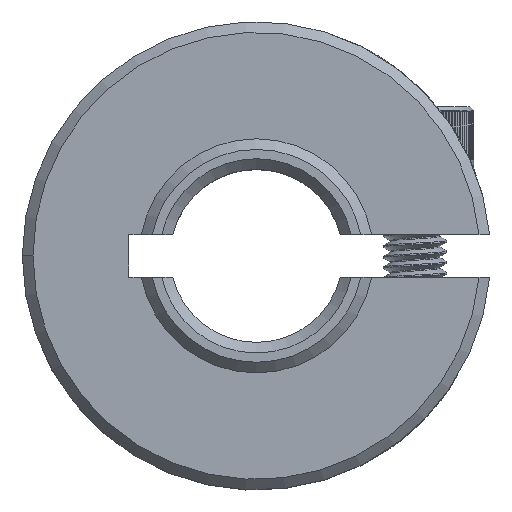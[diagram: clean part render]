
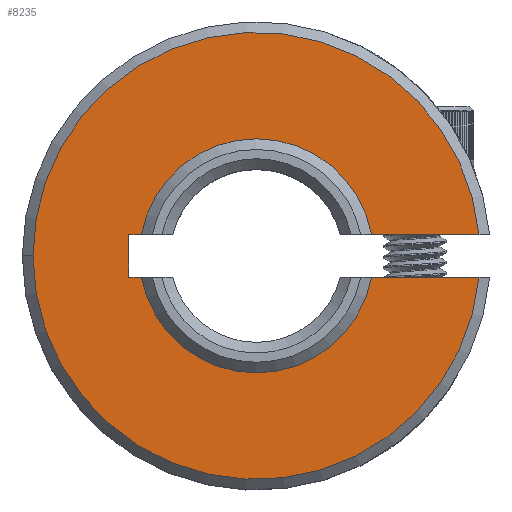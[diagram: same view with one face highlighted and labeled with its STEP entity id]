
A CAD part, top view. The second image highlights one B-rep face of the part: STEP entity #8235.
In plain terms, the highlighted planar face has unit normal (0, 0, 1).
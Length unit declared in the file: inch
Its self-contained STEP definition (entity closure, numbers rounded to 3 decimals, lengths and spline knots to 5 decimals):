
#634 = AXIS2_PLACEMENT_3D ( 'NONE', #7015, #5902, #1818 ) ;
#637 = ORIENTED_EDGE ( 'NONE', *, *, #3634, .T. ) ;
#859 = ORIENTED_EDGE ( 'NONE', *, *, #6593, .T. ) ;
#917 = CARTESIAN_POINT ( 'NONE',  ( -0.41339, 0., 0.29528 ) ) ;
#984 = ORIENTED_EDGE ( 'NONE', *, *, #13659, .F. ) ;
#1210 = EDGE_CURVE ( 'NONE', #2306, #10292, #9578, .T. ) ;
#1235 = CARTESIAN_POINT ( 'NONE',  ( 0.41151, 0.03937, 0.29528 ) ) ;
#1324 = CARTESIAN_POINT ( 'NONE',  ( 0., -0.03937, 0.29528 ) ) ;
#1345 = VERTEX_POINT ( 'NONE', #5662 ) ;
#1439 = DIRECTION ( 'NONE',  ( 0., 0., 1. ) ) ;
#1623 = CARTESIAN_POINT ( 'NONE',  ( 0.41151, -0.03937, 0.29528 ) ) ;
#1818 = DIRECTION ( 'NONE',  ( 1., 0., 0. ) ) ;
#1819 = EDGE_CURVE ( 'NONE', #4268, #3391, #6830, .T. ) ;
#2085 = DIRECTION ( 'NONE',  ( 1., 0., 0. ) ) ;
#2116 = EDGE_CURVE ( 'NONE', #10292, #16025, #7668, .T. ) ;
#2128 = ORIENTED_EDGE ( 'NONE', *, *, #10702, .T. ) ;
#2226 = ORIENTED_EDGE ( 'NONE', *, *, #1210, .T. ) ;
#2306 = VERTEX_POINT ( 'NONE', #1235 ) ;
#2371 = ORIENTED_EDGE ( 'NONE', *, *, #2116, .T. ) ;
#2468 = AXIS2_PLACEMENT_3D ( 'NONE', #5298, #1439, #9239 ) ;
#2514 = CIRCLE ( 'NONE', #7105, 0.21654 ) ;
#2690 = DIRECTION ( 'NONE',  ( 0., 0., 1. ) ) ;
#3015 = DIRECTION ( 'NONE',  ( -1., 0., 0. ) ) ;
#3311 = DIRECTION ( 'NONE',  ( 0., 0., 1. ) ) ;
#3391 = VERTEX_POINT ( 'NONE', #11848 ) ;
#3634 = EDGE_CURVE ( 'NONE', #1345, #15172, #2514, .T. ) ;
#3766 = ORIENTED_EDGE ( 'NONE', *, *, #4026, .F. ) ;
#3973 = CARTESIAN_POINT ( 'NONE',  ( -0.21293, 0.03937, 0.29528 ) ) ;
#4026 = EDGE_CURVE ( 'NONE', #6731, #3391, #8153, .T. ) ;
#4206 = CIRCLE ( 'NONE', #634, 0.21654 ) ;
#4268 = VERTEX_POINT ( 'NONE', #4560 ) ;
#4560 = CARTESIAN_POINT ( 'NONE',  ( -0.23622, -0.03937, 0.29528 ) ) ;
#4912 = DIRECTION ( 'NONE',  ( -1., 0., 0. ) ) ;
#5298 = CARTESIAN_POINT ( 'NONE',  ( 0., 0., 0.29528 ) ) ;
#5426 = FACE_OUTER_BOUND ( 'NONE', #5632, .T. ) ;
#5473 = LINE ( 'NONE', #9510, #11305 ) ;
#5632 = EDGE_LOOP ( 'NONE', ( #859, #637, #2128, #11308, #3766, #12075, #984, #2226, #2371 ) ) ;
#5643 = CARTESIAN_POINT ( 'NONE',  ( -0.23622, 0., 0.29528 ) ) ;
#5662 = CARTESIAN_POINT ( 'NONE',  ( 0.21293, -0.03937, 0.29528 ) ) ;
#5902 = DIRECTION ( 'NONE',  ( 0., 0., -1. ) ) ;
#6548 = CARTESIAN_POINT ( 'NONE',  ( 0.21293, 0.03937, 0.29528 ) ) ;
#6593 = EDGE_CURVE ( 'NONE', #16025, #1345, #7471, .T. ) ;
#6731 = VERTEX_POINT ( 'NONE', #3973 ) ;
#6830 = LINE ( 'NONE', #5643, #9592 ) ;
#7015 = CARTESIAN_POINT ( 'NONE',  ( 0., 0., 0.29528 ) ) ;
#7102 = DIRECTION ( 'NONE',  ( 1., 0., 0. ) ) ;
#7105 = AXIS2_PLACEMENT_3D ( 'NONE', #16584, #13632, #7102 ) ;
#7240 = CARTESIAN_POINT ( 'NONE',  ( 0., 0., 0.29528 ) ) ;
#7471 = LINE ( 'NONE', #11433, #9830 ) ;
#7668 = CIRCLE ( 'NONE', #16385, 0.41339 ) ;
#8036 = DIRECTION ( 'NONE',  ( -1., 0., 0. ) ) ;
#8153 = LINE ( 'NONE', #8321, #14756 ) ;
#8235 = ADVANCED_FACE ( 'NONE', ( #5426 ), #9204, .T. ) ;
#8321 = CARTESIAN_POINT ( 'NONE',  ( 0., 0.03937, 0.29528 ) ) ;
#9204 = PLANE ( 'NONE',  #13257 ) ;
#9239 = DIRECTION ( 'NONE',  ( 1., 0., 0. ) ) ;
#9510 = CARTESIAN_POINT ( 'NONE',  ( 0., 0.03937, 0.29528 ) ) ;
#9578 = CIRCLE ( 'NONE', #2468, 0.41339 ) ;
#9592 = VECTOR ( 'NONE', #10891, 39.37008 ) ;
#9830 = VECTOR ( 'NONE', #4912, 39.37008 ) ;
#9936 = CARTESIAN_POINT ( 'NONE',  ( -0.21293, -0.03937, 0.29528 ) ) ;
#10292 = VERTEX_POINT ( 'NONE', #917 ) ;
#10702 = EDGE_CURVE ( 'NONE', #15172, #4268, #12872, .T. ) ;
#10891 = DIRECTION ( 'NONE',  ( 0., 1., 0. ) ) ;
#11305 = VECTOR ( 'NONE', #8036, 39.37008 ) ;
#11308 = ORIENTED_EDGE ( 'NONE', *, *, #1819, .T. ) ;
#11433 = CARTESIAN_POINT ( 'NONE',  ( 0., -0.03937, 0.29528 ) ) ;
#11526 = VERTEX_POINT ( 'NONE', #6548 ) ;
#11664 = VECTOR ( 'NONE', #16620, 39.37008 ) ;
#11848 = CARTESIAN_POINT ( 'NONE',  ( -0.23622, 0.03937, 0.29528 ) ) ;
#12075 = ORIENTED_EDGE ( 'NONE', *, *, #12939, .T. ) ;
#12872 = LINE ( 'NONE', #1324, #11664 ) ;
#12939 = EDGE_CURVE ( 'NONE', #6731, #11526, #4206, .T. ) ;
#13257 = AXIS2_PLACEMENT_3D ( 'NONE', #14401, #2690, #2085 ) ;
#13632 = DIRECTION ( 'NONE',  ( 0., 0., -1. ) ) ;
#13659 = EDGE_CURVE ( 'NONE', #2306, #11526, #5473, .T. ) ;
#14401 = CARTESIAN_POINT ( 'NONE',  ( 0., 0., 0.29528 ) ) ;
#14756 = VECTOR ( 'NONE', #3015, 39.37008 ) ;
#15172 = VERTEX_POINT ( 'NONE', #9936 ) ;
#16025 = VERTEX_POINT ( 'NONE', #1623 ) ;
#16279 = DIRECTION ( 'NONE',  ( 1., 0., 0. ) ) ;
#16385 = AXIS2_PLACEMENT_3D ( 'NONE', #7240, #3311, #16279 ) ;
#16584 = CARTESIAN_POINT ( 'NONE',  ( 0., 0., 0.29528 ) ) ;
#16620 = DIRECTION ( 'NONE',  ( -1., 0., 0. ) ) ;
